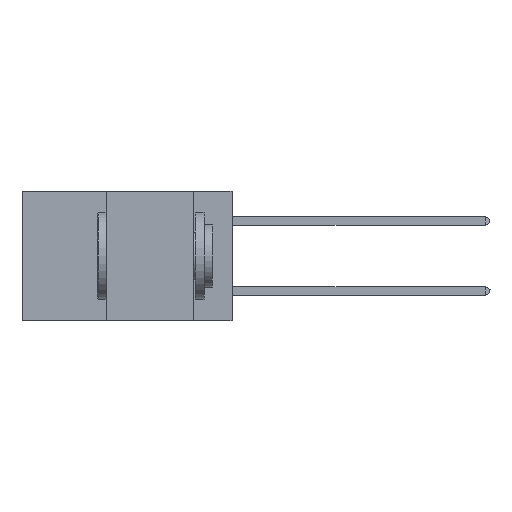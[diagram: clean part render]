
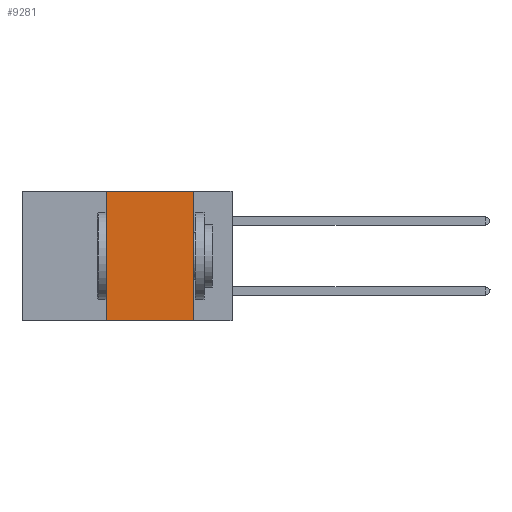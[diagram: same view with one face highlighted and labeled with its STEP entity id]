
A CAD part, left-side view. The second image highlights one B-rep face of the part: STEP entity #9281.
In plain terms, the highlighted planar face has unit normal (-1, 0, 0).
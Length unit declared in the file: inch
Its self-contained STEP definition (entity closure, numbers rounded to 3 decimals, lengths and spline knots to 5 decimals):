
#1172 = DIRECTION ( 'NONE',  ( 0., 0., -1. ) ) ;
#4783 = CARTESIAN_POINT ( 'NONE',  ( 0., 0.11, 0. ) ) ;
#5041 = LINE ( 'NONE', #13326, #12568 ) ;
#5422 = CARTESIAN_POINT ( 'NONE',  ( 0., 0.11, 0. ) ) ;
#5499 = CARTESIAN_POINT ( 'NONE',  ( 0., 0.36, 0. ) ) ;
#6480 = FACE_OUTER_BOUND ( 'NONE', #13442, .T. ) ;
#7902 = ORIENTED_EDGE ( 'NONE', *, *, #35841, .F. ) ;
#8448 = VERTEX_POINT ( 'NONE', #24481 ) ;
#9281 = ADVANCED_FACE ( 'NONE', ( #6480 ), #15709, .F. ) ;
#9961 = VERTEX_POINT ( 'NONE', #31358 ) ;
#12568 = VECTOR ( 'NONE', #39144, 39.37008 ) ;
#13326 = CARTESIAN_POINT ( 'NONE',  ( 0., 0.6, 0. ) ) ;
#13442 = EDGE_LOOP ( 'NONE', ( #39500, #40106, #7902, #33049 ) ) ;
#14269 = LINE ( 'NONE', #34695, #21756 ) ;
#15709 = PLANE ( 'NONE',  #22449 ) ;
#16007 = VECTOR ( 'NONE', #27907, 39.37008 ) ;
#18931 = DIRECTION ( 'NONE',  ( 1., 0., 0. ) ) ;
#21756 = VECTOR ( 'NONE', #28117, 39.37008 ) ;
#22449 = AXIS2_PLACEMENT_3D ( 'NONE', #24807, #18931, #37523 ) ;
#22685 = EDGE_CURVE ( 'NONE', #23632, #8448, #29098, .T. ) ;
#23632 = VERTEX_POINT ( 'NONE', #5422 ) ;
#24481 = CARTESIAN_POINT ( 'NONE',  ( 0., 0.11, -0.37 ) ) ;
#24807 = CARTESIAN_POINT ( 'NONE',  ( 0., 0.6, 0. ) ) ;
#26598 = CARTESIAN_POINT ( 'NONE',  ( 0., 0.36, -0.37 ) ) ;
#27907 = DIRECTION ( 'NONE',  ( 0., 0., 1. ) ) ;
#28117 = DIRECTION ( 'NONE',  ( 0., -1., 0. ) ) ;
#28622 = VECTOR ( 'NONE', #1172, 39.37008 ) ;
#29098 = LINE ( 'NONE', #4783, #28622 ) ;
#31358 = CARTESIAN_POINT ( 'NONE',  ( 0., 0.36, 0. ) ) ;
#31571 = LINE ( 'NONE', #5499, #16007 ) ;
#33049 = ORIENTED_EDGE ( 'NONE', *, *, #39344, .T. ) ;
#34695 = CARTESIAN_POINT ( 'NONE',  ( 0., 0.6, -0.37 ) ) ;
#34909 = VERTEX_POINT ( 'NONE', #26598 ) ;
#35841 = EDGE_CURVE ( 'NONE', #34909, #9961, #31571, .T. ) ;
#36070 = EDGE_CURVE ( 'NONE', #9961, #23632, #5041, .T. ) ;
#37523 = DIRECTION ( 'NONE',  ( 0., 0., -1. ) ) ;
#39144 = DIRECTION ( 'NONE',  ( 0., -1., 0. ) ) ;
#39344 = EDGE_CURVE ( 'NONE', #34909, #8448, #14269, .T. ) ;
#39500 = ORIENTED_EDGE ( 'NONE', *, *, #22685, .F. ) ;
#40106 = ORIENTED_EDGE ( 'NONE', *, *, #36070, .F. ) ;
